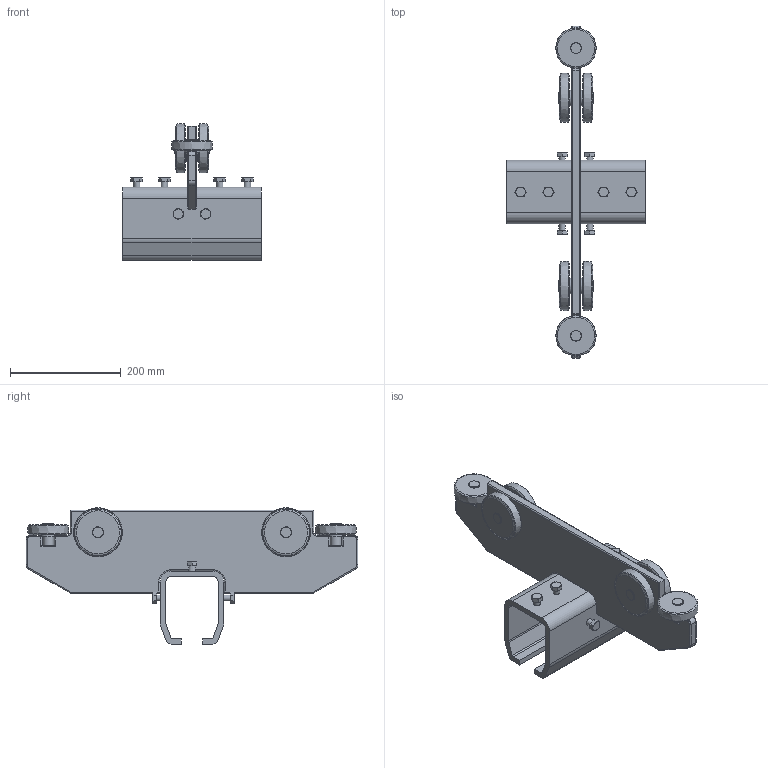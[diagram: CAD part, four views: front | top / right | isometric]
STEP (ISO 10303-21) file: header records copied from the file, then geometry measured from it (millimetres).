
FILE_DESCRIPTION(('STEP AP214'),'1');
FILE_NAME('PMH Åkvagn 1754.stp','2013-07-01T08:20:22',(' '),(' '),'Spatial InterOp 3D',' ',' ');
FILE_SCHEMA(('automotive_design'));
Length unit declared in the file: millimetre
Products named in the file (15): PMH Profilskena Akvagn 1754; Part1; Part2; Part3; Part4; Part5; Part6; Part7; Part8; Part9; Part10; Part11; Part12; Part13; Part14
Assembly tree (14 placements, depth 2):
  PMH Profilskena Akvagn 1754
    Part1
    Part2
    Part3
    Part4
    Part5
    Part6
    Part7
    Part8
    Part9
    Part10
    Part11
    Part12
    Part13
    Part14
Bounding box: 250 x 600 x 246.97 mm (x, y, z)
Volume: 2787503.2 mm3; surface area: 481510.4 mm2
Topology: 14 solids, 14 shells, 330 faces, 700 edges, 420 vertices
Faces by surface type: plane 136, cylinder 84, cone 80, torus 24, bspline 6
Full cylindrical faces by diameter (mm): 12 x8, 19.98 x4, 20 x4, 28 x4
Entity records: 11448 total; most frequent: CARTESIAN_POINT 1753, DIRECTION 1480, ORIENTED_EDGE 1268, EDGE_CURVE 634, AXIS2_PLACEMENT_3D 603, EDGE_LOOP 434, VERTEX_POINT 420, FACE_OUTER_BOUND 364
